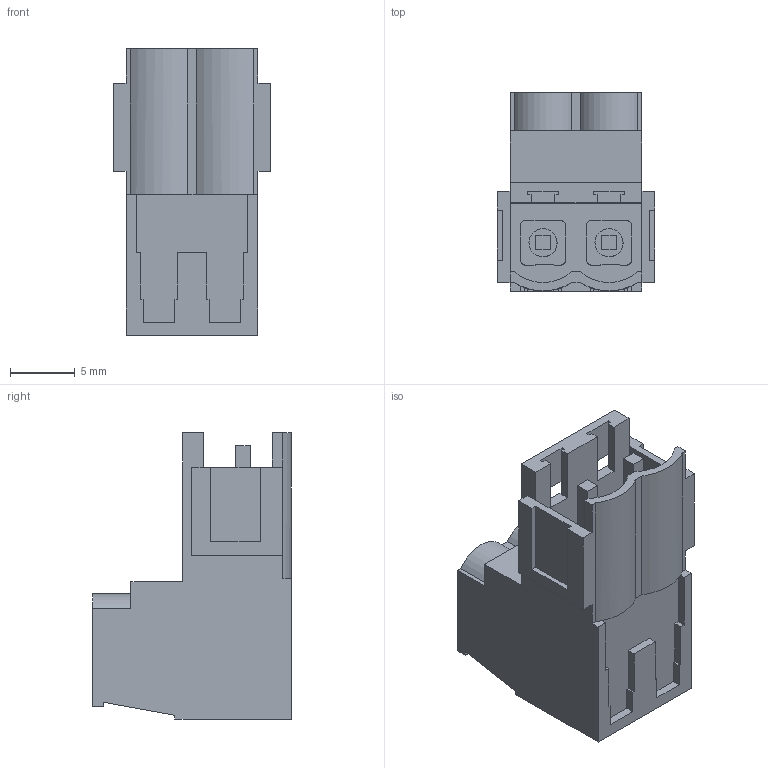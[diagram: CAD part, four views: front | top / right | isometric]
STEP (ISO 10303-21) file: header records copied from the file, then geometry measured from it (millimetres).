
FILE_DESCRIPTION(('CATIA V5 STEP Exchange','CAx-IF Rec.Pracs.--- Model Styling and Organization---1.4--- 2014-01-23'),'2;1');
FILE_NAME ('D1453761_2_1627240000_1627240000.stp','2021-08-16T06:52:16+00:00',('none'),('Weidmueller'),'CATIA Version 5-6 Release 2016 SP3 HF44','CATIA V5 STEP AP214','none');
FILE_SCHEMA(('AUTOMOTIVE_DESIGN { 1 0 10303 214 1 1 1 1 }'));
Length unit declared in the file: millimetre
Products named in the file (1): 1627240000
Bounding box: 12.12 x 15.3 x 22.05 mm (x, y, z)
Volume: 1815.6 mm3; surface area: 2016.6 mm2
Topology: 5 solids, 5 shells, 183 faces, 484 edges, 319 vertices
Faces by surface type: plane 149, cylinder 26, extrusion 8
Entity records: 5704 total; most frequent: CARTESIAN_POINT 1269, ORIENTED_EDGE 968, DIRECTION 772, EDGE_CURVE 484, VECTOR 414, LINE 406, VERTEX_POINT 319, AXIS2_PLACEMENT_3D 208
